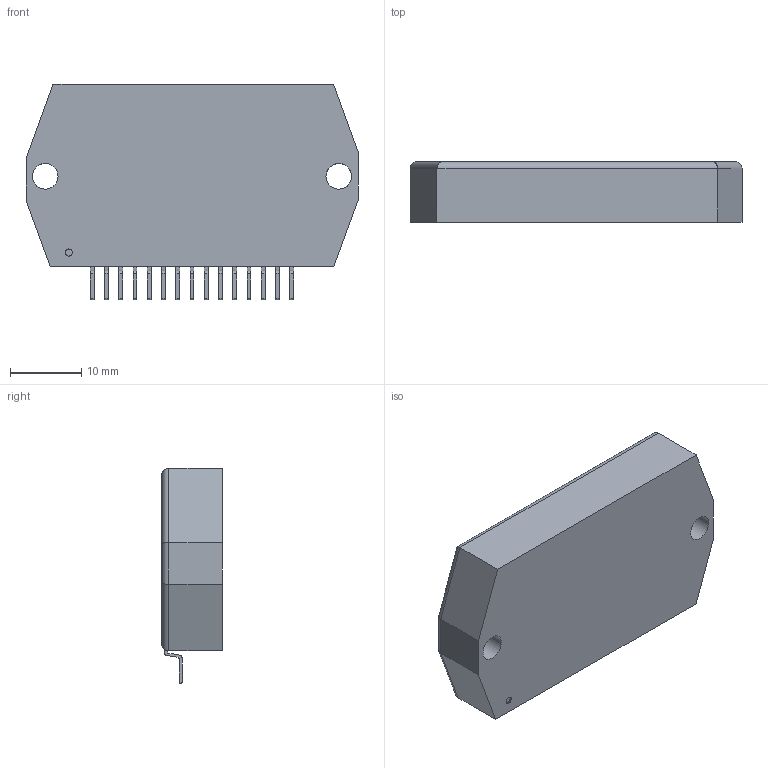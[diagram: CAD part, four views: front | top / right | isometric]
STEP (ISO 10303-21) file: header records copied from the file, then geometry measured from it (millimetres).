
FILE_DESCRIPTION(/* description */ ('model of STK672-080-E'),/* implementation_level */ '2;1');
FILE_NAME(/* name */ 'STK672-080-E.step',/* time_stamp */ '2018-12-21T19:45:36',/* author */ ('kicad StepUp','ksu'),/* organization */ ('FreeCAD'),/* preprocessor_version */ 'OCC',/* originating_system */ 'kicad StepUp',/* authorisation */ '');
FILE_SCHEMA(('AUTOMOTIVE_DESIGN { 1 0 10303 214 1 1 1 1 }'));
Length unit declared in the file: millimetre
Products named in the file (1): STK672_080_E
Bounding box: 46.6 x 8.5 x 30.2 mm (x, y, z)
Volume: 9382.4 mm3; surface area: 3639.1 mm2
Topology: 1 solids, 1 shells, 232 faces, 640 edges, 424 vertices
Faces by surface type: plane 146, cylinder 86
Full cylindrical faces by diameter (mm): 1 x1, 3.6 x2
Entity records: 9089 total; most frequent: CARTESIAN_POINT 1332, DIRECTION 1298, ORIENTED_EDGE 1280, EDGE_CURVE 640, LINE 442, VECTOR 442, AXIS2_PLACEMENT_3D 428, VERTEX_POINT 424
